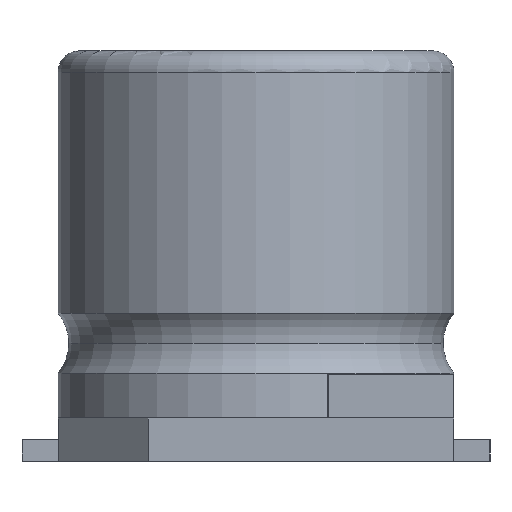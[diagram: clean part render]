
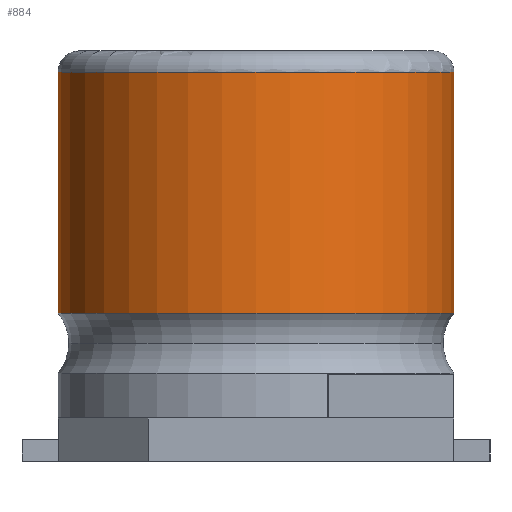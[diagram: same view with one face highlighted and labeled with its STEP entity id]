
A CAD part, front view. The second image highlights one B-rep face of the part: STEP entity #884.
In plain terms, the highlighted cylindrical face has radius 2.75 mm (diameter 5.5 mm), a partial arc.
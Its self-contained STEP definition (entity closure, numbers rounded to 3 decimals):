
#521=CARTESIAN_POINT('',(-2.75,0.,2.054));
#522=VERTEX_POINT('',#521);
#530=CARTESIAN_POINT('',(2.75,0.,2.054));
#531=VERTEX_POINT('',#530);
#562=CARTESIAN_POINT('',(0.0,0.,2.054));
#563=DIRECTION('',(0.0,0.0,1.0));
#564=DIRECTION('',(1.0,0.0,0.0));
#565=AXIS2_PLACEMENT_3D('',#562,#563,#564);
#566=CIRCLE('',#565,2.75);
#567=EDGE_CURVE('',#522,#531,#566,.T.);
#578=CARTESIAN_POINT('',(2.75,0.,5.4));
#579=VERTEX_POINT('',#578);
#580=CARTESIAN_POINT('',(2.75,0.,2.054));
#581=DIRECTION('',(0.0,0.0,1.0));
#582=VECTOR('',#581,3.346);
#583=LINE('',#580,#582);
#584=EDGE_CURVE('',#531,#579,#583,.T.);
#587=CARTESIAN_POINT('',(-2.75,0.,5.4));
#588=VERTEX_POINT('',#587);
#589=CARTESIAN_POINT('',(-2.75,0.,5.4));
#590=DIRECTION('',(0.0,0.0,-1.0));
#591=VECTOR('',#590,3.346);
#592=LINE('',#589,#591);
#593=EDGE_CURVE('',#588,#522,#592,.T.);
#854=CARTESIAN_POINT('',(0.0,0.,5.4));
#855=DIRECTION('',(0.0,0.0,1.0));
#856=DIRECTION('',(-1.0,0.0,0.0));
#857=AXIS2_PLACEMENT_3D('',#854,#855,#856);
#858=CIRCLE('',#857,2.75);
#859=EDGE_CURVE('',#588,#579,#858,.T.);
#873=CARTESIAN_POINT('',(0.0,0.,0.6));
#874=DIRECTION('',(0.0,0.0,1.0));
#875=DIRECTION('',(1.0,0.0,0.0));
#876=AXIS2_PLACEMENT_3D('',#873,#874,#875);
#877=CYLINDRICAL_SURFACE('',#876,2.75);
#878=ORIENTED_EDGE('',*,*,#584,.T.);
#879=ORIENTED_EDGE('',*,*,#859,.F.);
#880=ORIENTED_EDGE('',*,*,#593,.T.);
#881=ORIENTED_EDGE('',*,*,#567,.T.);
#882=EDGE_LOOP('',(#878,#879,#880,#881));
#883=FACE_OUTER_BOUND('',#882,.T.);
#884=ADVANCED_FACE('',(#883),#877,.T.);
